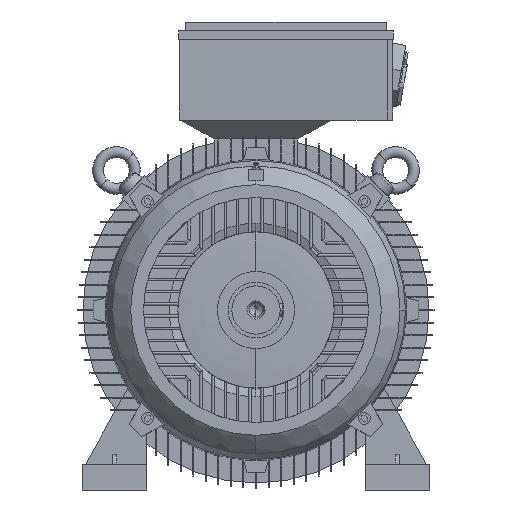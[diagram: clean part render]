
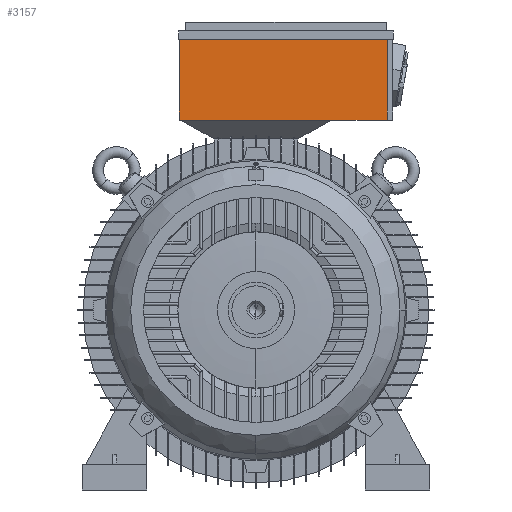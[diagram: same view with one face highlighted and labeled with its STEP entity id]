
A CAD part, left-side view. The second image highlights one B-rep face of the part: STEP entity #3157.
In plain terms, the highlighted planar face has unit normal (-1, 0, 0).
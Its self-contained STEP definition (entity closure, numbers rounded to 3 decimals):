
#3157=ADVANCED_FACE('',(#7059),#7060,.F.);
#7059=FACE_OUTER_BOUND('',#11678,.T.);
#7060=PLANE('',#11679);
#11678=EDGE_LOOP('',(#21219,#21220,#21221,#21222));
#11679=AXIS2_PLACEMENT_3D('',#21223,#21224,#21225);
#21219=ORIENTED_EDGE('',*,*,#31377,.T.);
#21220=ORIENTED_EDGE('',*,*,#31379,.F.);
#21221=ORIENTED_EDGE('',*,*,#31380,.F.);
#21222=ORIENTED_EDGE('',*,*,#30661,.F.);
#21223=CARTESIAN_POINT('',(-9.5,-42.25,358.0));
#21224=DIRECTION('',(1.0,0.0,-0.0));
#21225=DIRECTION('',(0.0,0.0,1.0));
#30661=EDGE_CURVE('',#37748,#37750,#37751,.T.);
#31377=EDGE_CURVE('',#37748,#38644,#38646,.T.);
#31379=EDGE_CURVE('',#38648,#38644,#38649,.T.);
#31380=EDGE_CURVE('',#37750,#38648,#38650,.T.);
#37748=VERTEX_POINT('',#51523);
#37750=VERTEX_POINT('',#51526);
#37751=LINE('',#51527,#51528);
#38644=VERTEX_POINT('',#53806);
#38646=LINE('',#53809,#53810);
#38648=VERTEX_POINT('',#53812);
#38649=LINE('',#53813,#53814);
#38650=LINE('',#53815,#53816);
#51523=CARTESIAN_POINT('',(-9.5,119.5,420.5));
#51526=CARTESIAN_POINT('',(-9.5,-204.0,420.5));
#51527=CARTESIAN_POINT('',(-9.5,-42.25,420.5));
#51528=VECTOR('',#73650,1.0);
#53806=CARTESIAN_POINT('',(-9.5,119.5,295.5));
#53809=CARTESIAN_POINT('',(-9.5,119.5,358.0));
#53810=VECTOR('',#74152,1.0);
#53812=CARTESIAN_POINT('',(-9.5,-204.0,295.5));
#53813=CARTESIAN_POINT('',(-9.5,-42.25,295.5));
#53814=VECTOR('',#74153,1.0);
#53815=CARTESIAN_POINT('',(-9.5,-204.0,358.0));
#53816=VECTOR('',#74154,1.0);
#73650=DIRECTION('',(0.0,-1.0,0.0));
#74152=DIRECTION('',(0.0,0.0,-1.0));
#74153=DIRECTION('',(0.0,1.0,0.0));
#74154=DIRECTION('',(0.0,0.0,-1.0));
